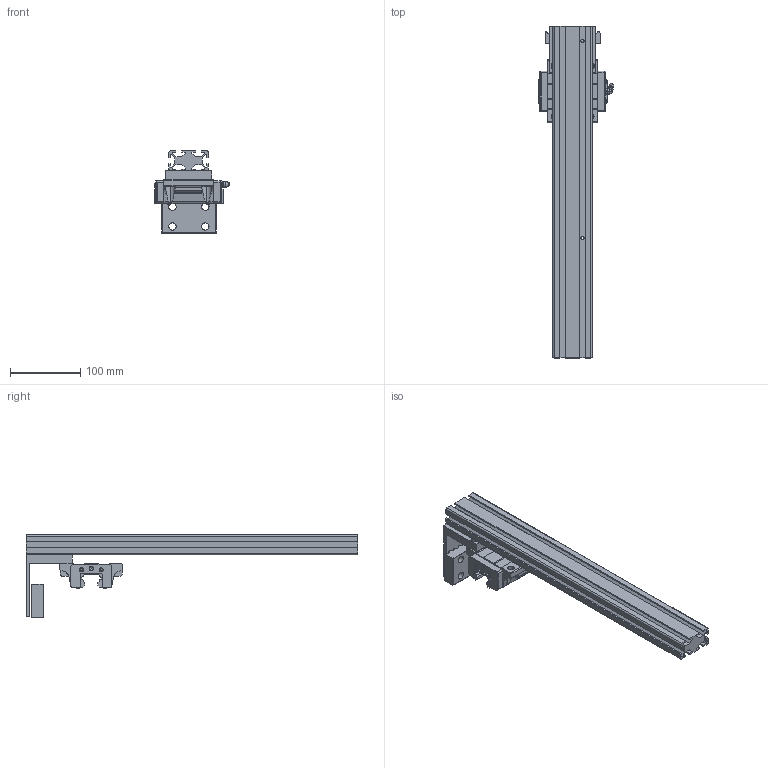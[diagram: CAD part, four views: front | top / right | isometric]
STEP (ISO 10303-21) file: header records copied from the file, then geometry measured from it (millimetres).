
FILE_DESCRIPTION (( 'STEP AP203' ), '1' );
FILE_NAME ('Link 2 Mod_Default_sldprt.STEP', '2023-05-16T16:41:27', ( '' ), ( '' ), 'SwSTEP 2.0', 'SolidWorks 2020', '' );
FILE_SCHEMA (( 'CONFIG_CONTROL_DESIGN' ));
Length unit declared in the file: millimetre
Products named in the file (1): Link 2 Mod_Default_sldprt
Bounding box: 107.6 x 473 x 117.03 mm (x, y, z)
Volume: 622679.8 mm3; surface area: 271430.7 mm2
Topology: 5 solids, 5 shells, 469 faces, 1288 edges, 836 vertices
Faces by surface type: plane 282, cylinder 138, torus 22, cone 21, sphere 6
Entity records: 17032 total; most frequent: CARTESIAN_POINT 4924, ORIENTED_EDGE 2560, DIRECTION 2442, EDGE_CURVE 1280, VECTOR 868, LINE 868, VERTEX_POINT 835, AXIS2_PLACEMENT_3D 787
